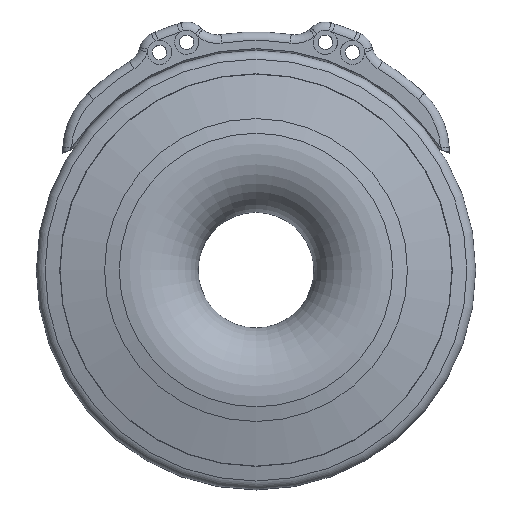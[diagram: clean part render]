
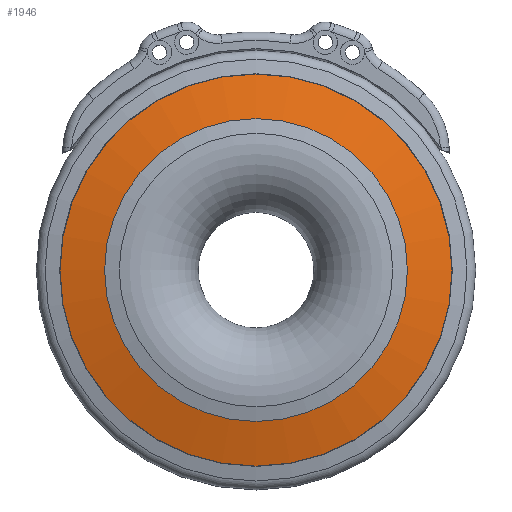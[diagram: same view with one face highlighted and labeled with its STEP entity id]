
A CAD part, top view. The second image highlights one B-rep face of the part: STEP entity #1946.
In plain terms, the highlighted conical face has half-angle 76 degrees and reference radius 30.024 mm.
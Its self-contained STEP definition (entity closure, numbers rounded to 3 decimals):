
#199=FACE_OUTER_BOUND('',#331,.T.);
#331=EDGE_LOOP('',(#1317,#1318,#1319,#1320));
#473=LINE('',#3232,#530);
#530=VECTOR('',#2472,30.024);
#589=CIRCLE('',#2100,33.905);
#590=CIRCLE('',#2101,26.143);
#802=VERTEX_POINT('',#3229);
#803=VERTEX_POINT('',#3231);
#994=EDGE_CURVE('',#802,#802,#589,.T.);
#995=EDGE_CURVE('',#802,#803,#473,.T.);
#996=EDGE_CURVE('',#803,#803,#590,.T.);
#1317=ORIENTED_EDGE('',*,*,#994,.T.);
#1318=ORIENTED_EDGE('',*,*,#995,.T.);
#1319=ORIENTED_EDGE('',*,*,#996,.F.);
#1320=ORIENTED_EDGE('',*,*,#995,.F.);
#1936=CONICAL_SURFACE('',#2099,30.024,1.326);
#1946=ADVANCED_FACE('',(#199),#1936,.T.);
#2099=AXIS2_PLACEMENT_3D('',#3228,#2468,#2469);
#2100=AXIS2_PLACEMENT_3D('',#3230,#2470,#2471);
#2101=AXIS2_PLACEMENT_3D('',#3233,#2473,#2474);
#2468=DIRECTION('center_axis',(0.,0.,-1.));
#2469=DIRECTION('ref_axis',(1.,0.,0.));
#2470=DIRECTION('center_axis',(0.,0.,1.));
#2471=DIRECTION('ref_axis',(0.,1.,0.));
#2472=DIRECTION('',(0.97,0.,0.242));
#2473=DIRECTION('center_axis',(0.,0.,1.));
#2474=DIRECTION('ref_axis',(0.,1.,0.));
#3228=CARTESIAN_POINT('Origin',(0.,0.,13.345));
#3229=CARTESIAN_POINT('',(-33.905,0.,12.377));
#3230=CARTESIAN_POINT('Origin',(0.,0.,12.377));
#3231=CARTESIAN_POINT('',(-26.143,0.,14.313));
#3232=CARTESIAN_POINT('',(-30.024,0.,13.345));
#3233=CARTESIAN_POINT('Origin',(0.,0.,14.313));
